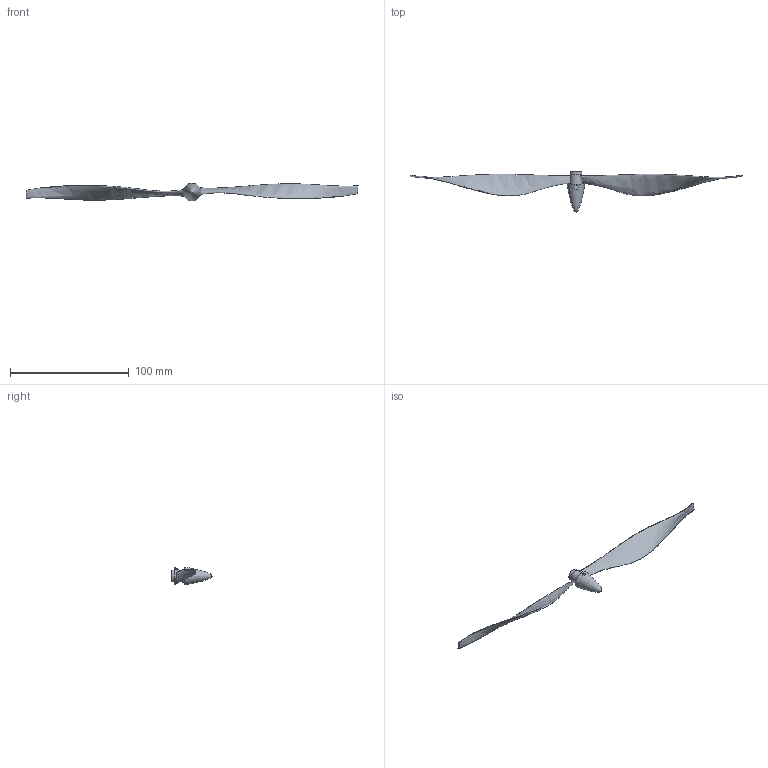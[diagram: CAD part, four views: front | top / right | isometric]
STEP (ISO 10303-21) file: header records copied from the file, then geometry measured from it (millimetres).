
FILE_DESCRIPTION(/* description */ ('','CAx-IF Rec.Pracs.---Representation and Presentation of Product Manufacturing Information (PMI)---4.0---2014-10-13'),/* implementation_level */ '2;1');
FILE_NAME(/* name */ 'Propeller 11in v1.step',/* time_stamp */ '2025-01-14T13:09:30+05:30',/* author */ (''),/* organization */ (''),/* preprocessor_version */ 'ST-DEVELOPER v20',/* originating_system */ 'Autodesk Translation Framework v13.20.0.188',/* authorisation */ '');
FILE_SCHEMA (('AP242_MANAGED_MODEL_BASED_3D_ENGINEERING_MIM_LF { 1 0 10303 442 1 1 4 }'));
Length unit declared in the file: centimetre
Products named in the file (1): Propeller 11in
Bounding box: 280 x 34 x 15 mm (x, y, z)
Volume: 6570.9 mm3; surface area: 10334.6 mm2
Topology: 3 solids, 3 shells, 124 faces, 339 edges, 226 vertices
Faces by surface type: cylinder 97, plane 18, bspline 9
Full cylindrical faces by diameter (mm): 3.111 x5, 3.332 x14, 3.908 x9, 4.109 x8, 7 x2, 10 x2
Entity records: 11355 total; most frequent: CARTESIAN_POINT 8585, ORIENTED_EDGE 676, DIRECTION 383, EDGE_CURVE 338, VERTEX_POINT 226, B_SPLINE_CURVE_WITH_KNOTS 209, AXIS2_PLACEMENT_3D 140, EDGE_LOOP 132
